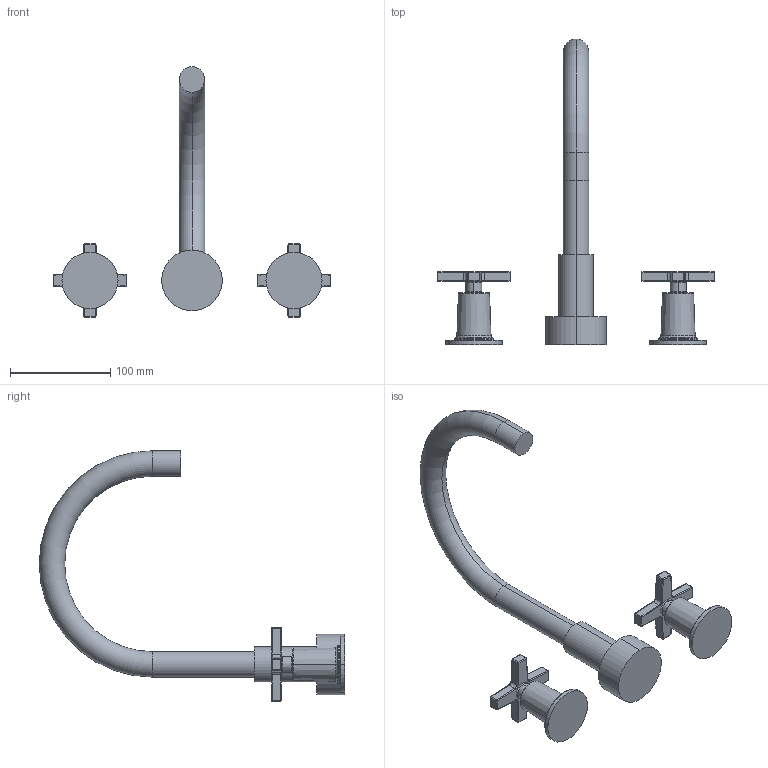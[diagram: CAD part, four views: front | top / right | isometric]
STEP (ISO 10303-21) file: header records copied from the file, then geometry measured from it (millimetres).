
FILE_DESCRIPTION((''),'2;1');
FILE_NAME('3-2986','2021-03-15T13:47:26',('jinson.thomas'),(''),'CREO PARAMETRIC BY PTC INC, 2018400','CREO PARAMETRIC BY PTC INC, 2018400','');
FILE_SCHEMA(('CONFIG_CONTROL_DESIGN'));
Length unit declared in the file: inch
Products named in the file (1): 3-2986
Bounding box: 276.5 x 304.23 x 249.38 mm (x, y, z)
Volume: 506428.8 mm3; surface area: 87600.2 mm2
Topology: 3 solids, 3 shells, 216 faces, 438 edges, 240 vertices
Faces by surface type: cylinder 100, plane 42, torus 38, sphere 32, cone 4
Entity records: 5612 total; most frequent: DIRECTION 1132, CARTESIAN_POINT 894, ORIENTED_EDGE 876, AXIS2_PLACEMENT_3D 478, EDGE_CURVE 438, CIRCLE 262, VERTEX_POINT 240, EDGE_LOOP 228
